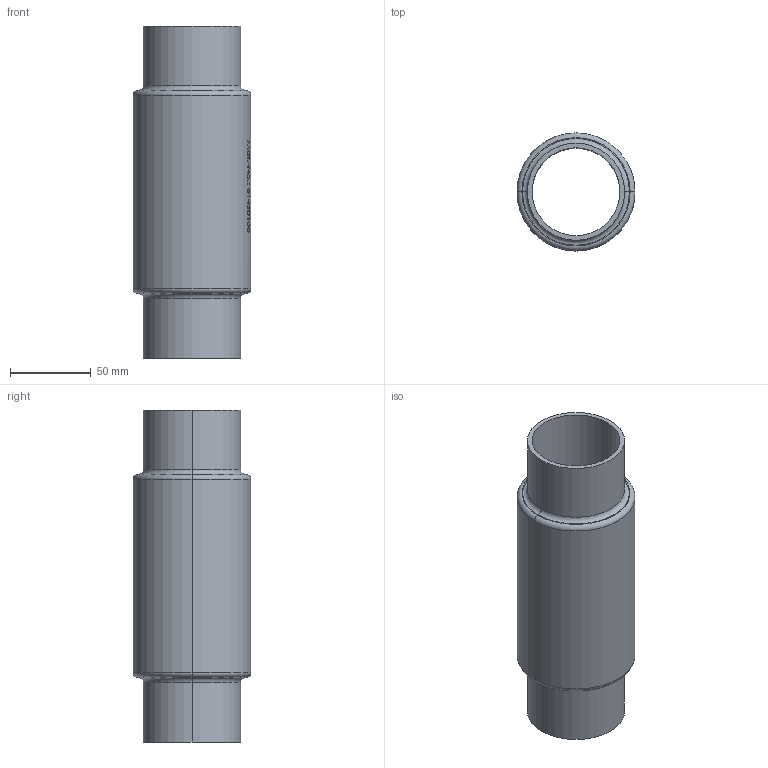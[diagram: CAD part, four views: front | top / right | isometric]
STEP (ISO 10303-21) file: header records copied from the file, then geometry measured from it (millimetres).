
FILE_DESCRIPTION (( 'STEP AP214' ), '1' );
FILE_NAME ('7110000_DN050_ PN16_51420155.STEP', '2022-03-04T06:48:38', ( 'axxx' ), ( 'Hewlett-Packard Company' ), 'SwSTEP 2.0', 'SolidWorks 2019', '' );
FILE_SCHEMA (( 'AUTOMOTIVE_DESIGN' ));
Length unit declared in the file: millimetre
Products named in the file (1): 7110000_DN050_ PN16_51420155
Bounding box: 73.2 x 73.2 x 206 mm (x, y, z)
Volume: 277141.6 mm3; surface area: 85662.6 mm2
Topology: 1 solids, 1 shells, 504 faces, 1357 edges, 902 vertices
Faces by surface type: plane 247, bspline 212, cylinder 37, torus 8
Entity records: 28122 total; most frequent: CARTESIAN_POINT 17002, ORIENTED_EDGE 2714, DIRECTION 1548, EDGE_CURVE 1357, VERTEX_POINT 902, LINE 740, VECTOR 740, EDGE_LOOP 553
